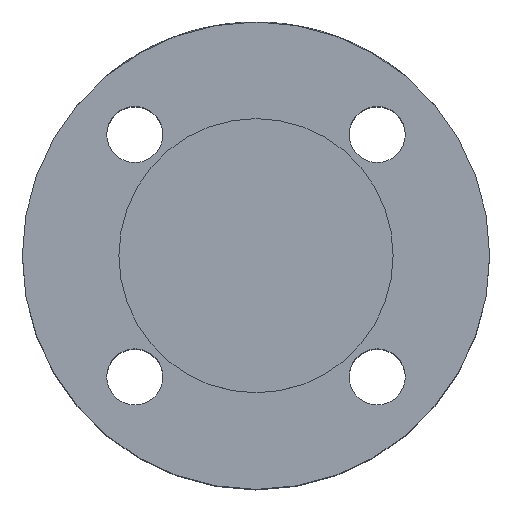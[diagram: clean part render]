
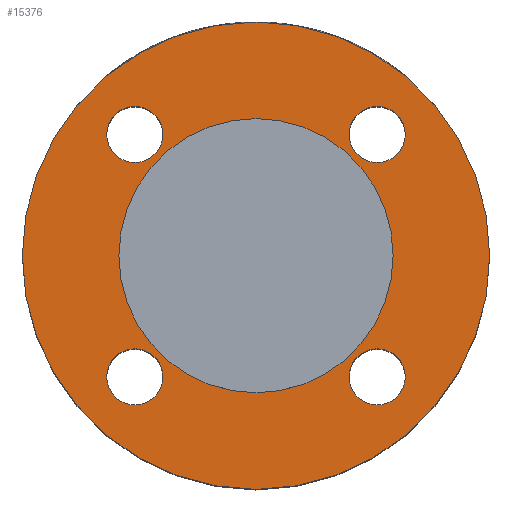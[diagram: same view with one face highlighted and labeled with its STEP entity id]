
A CAD part, top view. The second image highlights one B-rep face of the part: STEP entity #15376.
In plain terms, the highlighted planar face has unit normal (0, 0, 1).
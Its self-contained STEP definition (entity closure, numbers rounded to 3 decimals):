
#358=PLANE('',#16206);
#449=FACE_BOUND('',#2699,.T.);
#450=FACE_BOUND('',#2700,.T.);
#451=FACE_BOUND('',#2701,.T.);
#452=FACE_BOUND('',#2702,.T.);
#453=FACE_BOUND('',#2703,.T.);
#805=CIRCLE('',#16155,75.);
#819=CIRCLE('',#16192,9.);
#821=CIRCLE('',#16195,9.);
#823=CIRCLE('',#16198,9.);
#825=CIRCLE('',#16201,9.);
#828=CIRCLE('',#16205,44.);
#1763=FACE_OUTER_BOUND('',#2698,.T.);
#2698=EDGE_LOOP('',(#14103));
#2699=EDGE_LOOP('',(#14104));
#2700=EDGE_LOOP('',(#14105));
#2701=EDGE_LOOP('',(#14106));
#2702=EDGE_LOOP('',(#14107));
#2703=EDGE_LOOP('',(#14108));
#7232=VERTEX_POINT('',#36789);
#7246=VERTEX_POINT('',#36847);
#7248=VERTEX_POINT('',#36853);
#7250=VERTEX_POINT('',#36859);
#7252=VERTEX_POINT('',#36865);
#7255=VERTEX_POINT('',#36873);
#9509=EDGE_CURVE('',#7232,#7232,#805,.T.);
#9530=EDGE_CURVE('',#7246,#7246,#819,.T.);
#9533=EDGE_CURVE('',#7248,#7248,#821,.T.);
#9536=EDGE_CURVE('',#7250,#7250,#823,.T.);
#9539=EDGE_CURVE('',#7252,#7252,#825,.T.);
#9544=EDGE_CURVE('',#7255,#7255,#828,.T.);
#14103=ORIENTED_EDGE('',*,*,#9509,.F.);
#14104=ORIENTED_EDGE('',*,*,#9530,.T.);
#14105=ORIENTED_EDGE('',*,*,#9533,.T.);
#14106=ORIENTED_EDGE('',*,*,#9536,.T.);
#14107=ORIENTED_EDGE('',*,*,#9539,.T.);
#14108=ORIENTED_EDGE('',*,*,#9544,.F.);
#15376=ADVANCED_FACE('',(#1763,#449,#450,#451,#452,#453),#358,.T.);
#16155=AXIS2_PLACEMENT_3D('',#36790,#18803,#18804);
#16192=AXIS2_PLACEMENT_3D('',#36848,#18884,#18885);
#16195=AXIS2_PLACEMENT_3D('',#36854,#18891,#18892);
#16198=AXIS2_PLACEMENT_3D('',#36860,#18898,#18899);
#16201=AXIS2_PLACEMENT_3D('',#36866,#18905,#18906);
#16205=AXIS2_PLACEMENT_3D('',#36875,#18915,#18916);
#16206=AXIS2_PLACEMENT_3D('',#36876,#18917,#18918);
#18803=DIRECTION('center_axis',(0.,0.,-1.));
#18804=DIRECTION('ref_axis',(1.,0.,0.));
#18884=DIRECTION('center_axis',(0.,0.,-1.));
#18885=DIRECTION('ref_axis',(0.,-1.,0.));
#18891=DIRECTION('center_axis',(0.,0.,-1.));
#18892=DIRECTION('ref_axis',(-1.,0.,0.));
#18898=DIRECTION('center_axis',(0.,0.,-1.));
#18899=DIRECTION('ref_axis',(0.,1.,0.));
#18905=DIRECTION('center_axis',(0.,0.,-1.));
#18906=DIRECTION('ref_axis',(1.,0.,0.));
#18915=DIRECTION('center_axis',(0.,0.,1.));
#18916=DIRECTION('ref_axis',(-1.,0.,0.));
#18917=DIRECTION('center_axis',(0.,0.,1.));
#18918=DIRECTION('ref_axis',(1.,0.,0.));
#36789=CARTESIAN_POINT('',(-75.,0.,13.));
#36790=CARTESIAN_POINT('Origin',(0.,0.,13.));
#36847=CARTESIAN_POINT('',(38.891,-29.891,13.));
#36848=CARTESIAN_POINT('Origin',(38.891,-38.891,13.));
#36853=CARTESIAN_POINT('',(-29.891,-38.891,13.));
#36854=CARTESIAN_POINT('Origin',(-38.891,-38.891,13.));
#36859=CARTESIAN_POINT('',(-38.891,29.891,13.));
#36860=CARTESIAN_POINT('Origin',(-38.891,38.891,13.));
#36865=CARTESIAN_POINT('',(29.891,38.891,13.));
#36866=CARTESIAN_POINT('Origin',(38.891,38.891,13.));
#36873=CARTESIAN_POINT('',(44.,0.,13.));
#36875=CARTESIAN_POINT('Origin',(0.,0.,13.));
#36876=CARTESIAN_POINT('Origin',(0.,0.,13.));
